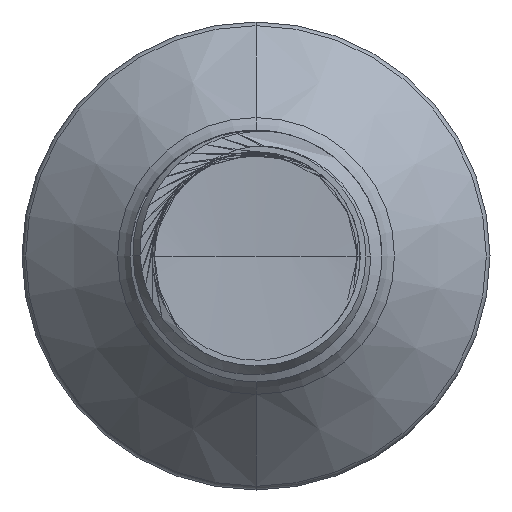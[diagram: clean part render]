
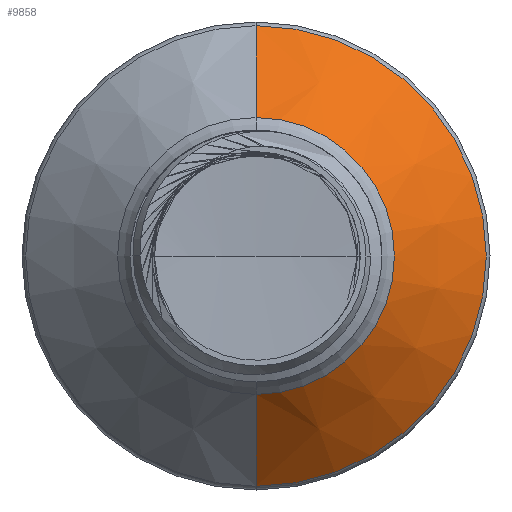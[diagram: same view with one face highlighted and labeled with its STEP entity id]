
A CAD part, front view. The second image highlights one B-rep face of the part: STEP entity #9858.
In plain terms, the highlighted conical face has half-angle 45 degrees and reference radius 2.75 mm.
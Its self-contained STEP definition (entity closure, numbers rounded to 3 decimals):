
#2011 = CIRCLE ( 'NONE', #45563, 2.75 ) ;
#3284 = CARTESIAN_POINT ( 'NONE',  ( 0., 48.192, -4.577 ) ) ;
#3899 = VERTEX_POINT ( 'NONE', #6054 ) ;
#3944 = LINE ( 'NONE', #16893, #34840 ) ;
#6054 = CARTESIAN_POINT ( 'NONE',  ( 0., 48.192, 4.577 ) ) ;
#6186 = CARTESIAN_POINT ( 'NONE',  ( 0., 46.365, -2.75 ) ) ;
#6893 = AXIS2_PLACEMENT_3D ( 'NONE', #26708, #26598, #26871 ) ;
#7598 = EDGE_LOOP ( 'NONE', ( #35593, #49626, #34658, #41988 ) ) ;
#7737 = EDGE_CURVE ( 'NONE', #3899, #42915, #11877, .T. ) ;
#7832 = DIRECTION ( 'NONE',  ( 0., 1., 0. ) ) ;
#7839 = DIRECTION ( 'NONE',  ( 0., 0., 1. ) ) ;
#7850 = DIRECTION ( 'NONE',  ( 0., 1., 0. ) ) ;
#9858 = ADVANCED_FACE ( 'NONE', ( #47293 ), #46159, .T. ) ;
#10302 = CARTESIAN_POINT ( 'NONE',  ( 0., 48.192, 0. ) ) ;
#11877 = CIRCLE ( 'NONE', #31576, 4.577 ) ;
#12738 = CARTESIAN_POINT ( 'NONE',  ( 0., 46.365, -2.75 ) ) ;
#15222 = VECTOR ( 'NONE', #34513, 1000. ) ;
#16893 = CARTESIAN_POINT ( 'NONE',  ( 0., 46.365, 2.75 ) ) ;
#24778 = EDGE_CURVE ( 'NONE', #36500, #3899, #3944, .T. ) ;
#25200 = DIRECTION ( 'NONE',  ( 0., 0.707, 0.707 ) ) ;
#26435 = EDGE_CURVE ( 'NONE', #36500, #35985, #2011, .T. ) ;
#26598 = DIRECTION ( 'NONE',  ( 0., 1., 0. ) ) ;
#26708 = CARTESIAN_POINT ( 'NONE',  ( 0., 46.365, 0. ) ) ;
#26871 = DIRECTION ( 'NONE',  ( 0., 0., 1. ) ) ;
#31576 = AXIS2_PLACEMENT_3D ( 'NONE', #10302, #7850, #7839 ) ;
#32012 = CARTESIAN_POINT ( 'NONE',  ( 0., 46.365, 0. ) ) ;
#34513 = DIRECTION ( 'NONE',  ( 0., 0.707, -0.707 ) ) ;
#34658 = ORIENTED_EDGE ( 'NONE', *, *, #7737, .F. ) ;
#34840 = VECTOR ( 'NONE', #25200, 1000. ) ;
#35593 = ORIENTED_EDGE ( 'NONE', *, *, #26435, .T. ) ;
#35906 = DIRECTION ( 'NONE',  ( 0., 0., 1. ) ) ;
#35985 = VERTEX_POINT ( 'NONE', #12738 ) ;
#36500 = VERTEX_POINT ( 'NONE', #38447 ) ;
#38447 = CARTESIAN_POINT ( 'NONE',  ( 0., 46.365, 2.75 ) ) ;
#41988 = ORIENTED_EDGE ( 'NONE', *, *, #24778, .F. ) ;
#42565 = EDGE_CURVE ( 'NONE', #35985, #42915, #46240, .T. ) ;
#42915 = VERTEX_POINT ( 'NONE', #3284 ) ;
#45563 = AXIS2_PLACEMENT_3D ( 'NONE', #32012, #7832, #35906 ) ;
#46159 = CONICAL_SURFACE ( 'NONE', #6893, 2.75, 0.785 ) ;
#46240 = LINE ( 'NONE', #6186, #15222 ) ;
#47293 = FACE_OUTER_BOUND ( 'NONE', #7598, .T. ) ;
#49626 = ORIENTED_EDGE ( 'NONE', *, *, #42565, .T. ) ;
